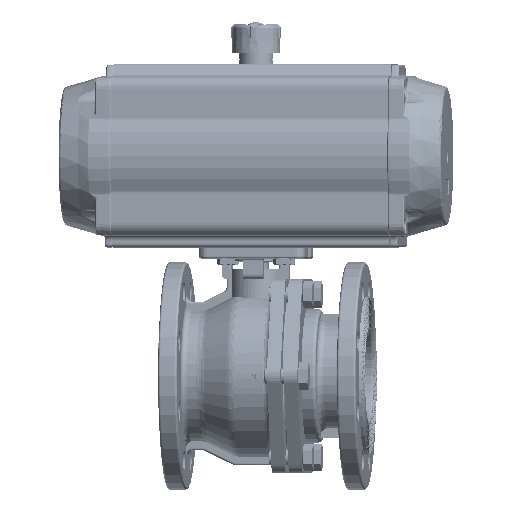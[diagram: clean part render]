
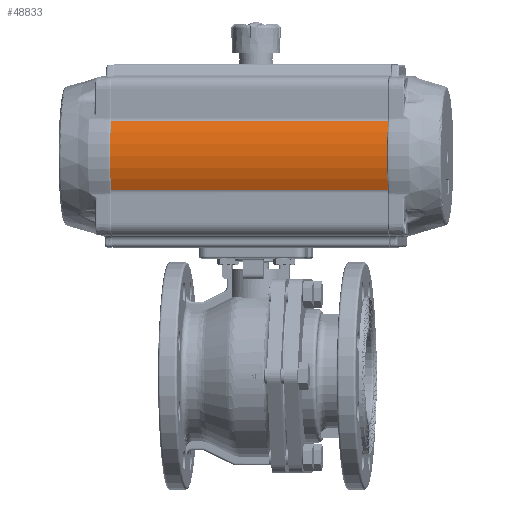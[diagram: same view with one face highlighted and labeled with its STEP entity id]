
A CAD part, top view. The second image highlights one B-rep face of the part: STEP entity #48833.
In plain terms, the highlighted cylindrical face has radius 68.7 mm (diameter 137.4 mm), a partial arc.
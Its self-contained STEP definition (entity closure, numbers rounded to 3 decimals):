
#1358=CYLINDRICAL_SURFACE('',#52886,68.7);
#3451=CIRCLE('',#52887,68.7);
#3452=CIRCLE('',#52888,68.7);
#11350=ORIENTED_EDGE('',*,*,#24145,.F.);
#11351=ORIENTED_EDGE('',*,*,#24142,.T.);
#11352=ORIENTED_EDGE('',*,*,#24146,.T.);
#11353=ORIENTED_EDGE('',*,*,#24147,.T.);
#24142=EDGE_CURVE('',#30901,#30902,#35185,.T.);
#24145=EDGE_CURVE('',#30901,#30903,#3451,.T.);
#24146=EDGE_CURVE('',#30902,#30904,#3452,.T.);
#24147=EDGE_CURVE('',#30904,#30903,#35186,.T.);
#30901=VERTEX_POINT('',#101312);
#30902=VERTEX_POINT('',#101313);
#30903=VERTEX_POINT('',#101318);
#30904=VERTEX_POINT('',#101320);
#35185=LINE('',#101311,#37850);
#35186=LINE('',#101321,#37851);
#37850=VECTOR('',#59950,1000.);
#37851=VECTOR('',#59961,1000.);
#40955=EDGE_LOOP('',(#11350,#11351,#11352,#11353));
#44884=FACE_BOUND('',#40955,.T.);
#48833=ADVANCED_FACE('',(#44884),#1358,.T.);
#52886=AXIS2_PLACEMENT_3D('',#101316,#59955,#59956);
#52887=AXIS2_PLACEMENT_3D('',#101317,#59957,#59958);
#52888=AXIS2_PLACEMENT_3D('',#101319,#59959,#59960);
#59950=DIRECTION('',(0.,0.,-1.));
#59955=DIRECTION('',(0.,0.,1.));
#59956=DIRECTION('',(1.,0.,0.));
#59957=DIRECTION('',(0.,0.,1.));
#59958=DIRECTION('',(1.,0.,0.));
#59959=DIRECTION('',(0.,0.,1.));
#59960=DIRECTION('',(1.,0.,0.));
#59961=DIRECTION('',(0.,0.,1.));
#101311=CARTESIAN_POINT('',(-61.618,30.379,0.));
#101312=CARTESIAN_POINT('',(-61.618,30.379,244.));
#101313=CARTESIAN_POINT('',(-61.618,30.379,0.));
#101316=CARTESIAN_POINT('',(0.,0.,0.));
#101317=CARTESIAN_POINT('',(0.,0.,244.));
#101318=CARTESIAN_POINT('',(-61.618,-30.379,244.));
#101319=CARTESIAN_POINT('',(0.,0.,0.));
#101320=CARTESIAN_POINT('',(-61.618,-30.379,0.));
#101321=CARTESIAN_POINT('',(-61.618,-30.379,0.));
